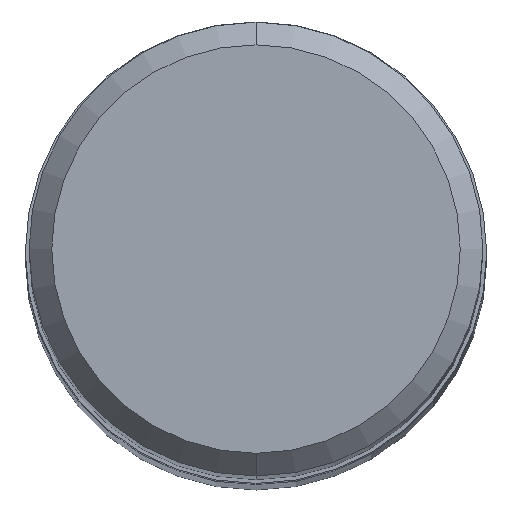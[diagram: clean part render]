
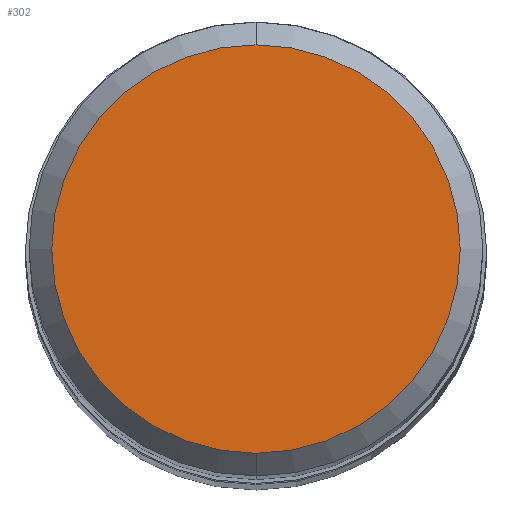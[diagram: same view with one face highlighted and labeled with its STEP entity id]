
A CAD part, top view. The second image highlights one B-rep face of the part: STEP entity #302.
In plain terms, the highlighted planar face has unit normal (0, 0, 1).
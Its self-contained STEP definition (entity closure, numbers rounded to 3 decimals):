
#204=VERTEX_POINT('',#510);
#226=VERTEX_POINT('',#533);
#302=ADVANCED_FACE('',(#619),#620,.T.);
#364=EDGE_CURVE('',#204,#226,#686,.T.);
#370=EDGE_CURVE('',#226,#204,#692,.T.);
#510=CARTESIAN_POINT('',(0.,-5.4,0.0));
#533=CARTESIAN_POINT('',(0.0,5.4,0.0));
#619=FACE_OUTER_BOUND('',#1117,.T.);
#620=PLANE('',#1118);
#686=CIRCLE('',#1310,5.4);
#692=CIRCLE('',#1318,5.4);
#1117=EDGE_LOOP('',(#1657,#1658));
#1118=AXIS2_PLACEMENT_3D('',#1659,#1660,#1661);
#1310=AXIS2_PLACEMENT_3D('',#1721,#1722,#1723);
#1318=AXIS2_PLACEMENT_3D('',#1727,#1728,#1729);
#1657=ORIENTED_EDGE('',*,*,#370,.F.);
#1658=ORIENTED_EDGE('',*,*,#364,.F.);
#1659=CARTESIAN_POINT('',(0.0,2.7,0.0));
#1660=DIRECTION('',(-0.0,0.0,1.0));
#1661=DIRECTION('',(0.0,-1.0,0.0));
#1721=CARTESIAN_POINT('',(0.0,0.0,0.0));
#1722=DIRECTION('',(0.0,0.0,-1.0));
#1723=DIRECTION('',(0.0,1.0,0.0));
#1727=CARTESIAN_POINT('',(0.0,0.0,0.0));
#1728=DIRECTION('',(0.0,0.0,-1.0));
#1729=DIRECTION('',(0.0,1.0,0.0));
